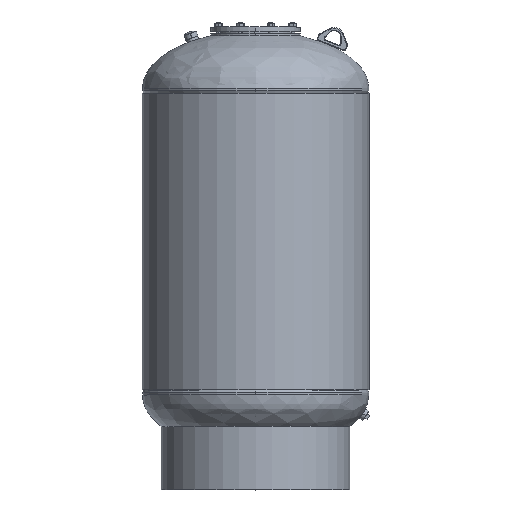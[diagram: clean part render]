
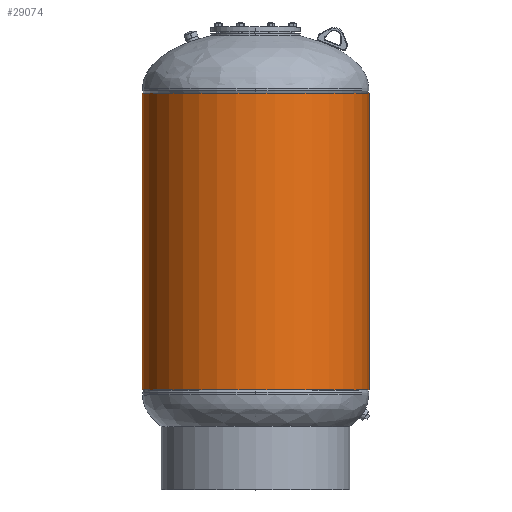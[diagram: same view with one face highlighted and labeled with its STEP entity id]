
A CAD part, top view. The second image highlights one B-rep face of the part: STEP entity #29074.
In plain terms, the highlighted cylindrical face has radius 459.029 mm (diameter 918.058 mm), a full revolution.
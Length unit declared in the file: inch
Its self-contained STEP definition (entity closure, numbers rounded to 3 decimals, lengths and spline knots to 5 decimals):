
#698 = CARTESIAN_POINT ( 'NONE',  ( 0., 0., 0. ) ) ;
#2615 = DIRECTION ( 'NONE',  ( 0., -1., 0. ) ) ;
#2682 = DIRECTION ( 'NONE',  ( 0., 1., 0. ) ) ;
#3281 = DIRECTION ( 'NONE',  ( 0., -1., 0. ) ) ;
#3427 = VECTOR ( 'NONE', #31094, 39.37008 ) ;
#3797 = FACE_OUTER_BOUND ( 'NONE', #22597, .T. ) ;
#4585 = CARTESIAN_POINT ( 'NONE',  ( 0., 0., -18.072 ) ) ;
#4760 = LINE ( 'NONE', #4585, #3427 ) ;
#7992 = CARTESIAN_POINT ( 'NONE',  ( 0., 0., 0. ) ) ;
#8437 = VERTEX_POINT ( 'NONE', #26154 ) ;
#8701 = DIRECTION ( 'NONE',  ( 0., 0., -1. ) ) ;
#8778 = ORIENTED_EDGE ( 'NONE', *, *, #20697, .T. ) ;
#8924 = EDGE_CURVE ( 'NONE', #8437, #19537, #4760, .T. ) ;
#12420 = VERTEX_POINT ( 'NONE', #23264 ) ;
#14696 = CARTESIAN_POINT ( 'NONE',  ( 0., 47.18, -18.072 ) ) ;
#17479 = CIRCLE ( 'NONE', #21887, 18.072 ) ;
#18053 = LINE ( 'NONE', #23606, #33620 ) ;
#18307 = CARTESIAN_POINT ( 'NONE',  ( 0., 47.18, 0. ) ) ;
#19537 = VERTEX_POINT ( 'NONE', #14696 ) ;
#19849 = ORIENTED_EDGE ( 'NONE', *, *, #20354, .F. ) ;
#20354 = EDGE_CURVE ( 'NONE', #29015, #8437, #17479, .T. ) ;
#20697 = EDGE_CURVE ( 'NONE', #29015, #12420, #18053, .T. ) ;
#21887 = AXIS2_PLACEMENT_3D ( 'NONE', #7992, #3281, #29773 ) ;
#21960 = DIRECTION ( 'NONE',  ( 0., -1., 0. ) ) ;
#22597 = EDGE_LOOP ( 'NONE', ( #29098, #19849, #8778, #24820 ) ) ;
#23264 = CARTESIAN_POINT ( 'NONE',  ( 0.00315, 47.18, -18.072 ) ) ;
#23536 = AXIS2_PLACEMENT_3D ( 'NONE', #698, #21960, #8701 ) ;
#23606 = CARTESIAN_POINT ( 'NONE',  ( 0.00315, 0., -18.072 ) ) ;
#24566 = CYLINDRICAL_SURFACE ( 'NONE', #23536, 18.072 ) ;
#24820 = ORIENTED_EDGE ( 'NONE', *, *, #26372, .T. ) ;
#25212 = AXIS2_PLACEMENT_3D ( 'NONE', #18307, #2615, #26663 ) ;
#26154 = CARTESIAN_POINT ( 'NONE',  ( 0., 0., -18.072 ) ) ;
#26337 = CIRCLE ( 'NONE', #25212, 18.072 ) ;
#26372 = EDGE_CURVE ( 'NONE', #12420, #19537, #26337, .T. ) ;
#26663 = DIRECTION ( 'NONE',  ( 0., 0., -1. ) ) ;
#29015 = VERTEX_POINT ( 'NONE', #30129 ) ;
#29074 = ADVANCED_FACE ( 'NONE', ( #3797 ), #24566, .T. ) ;
#29098 = ORIENTED_EDGE ( 'NONE', *, *, #8924, .F. ) ;
#29773 = DIRECTION ( 'NONE',  ( 0., 0., -1. ) ) ;
#30129 = CARTESIAN_POINT ( 'NONE',  ( 0.00315, 0., -18.072 ) ) ;
#31094 = DIRECTION ( 'NONE',  ( 0., 1., 0. ) ) ;
#33620 = VECTOR ( 'NONE', #2682, 39.37008 ) ;
